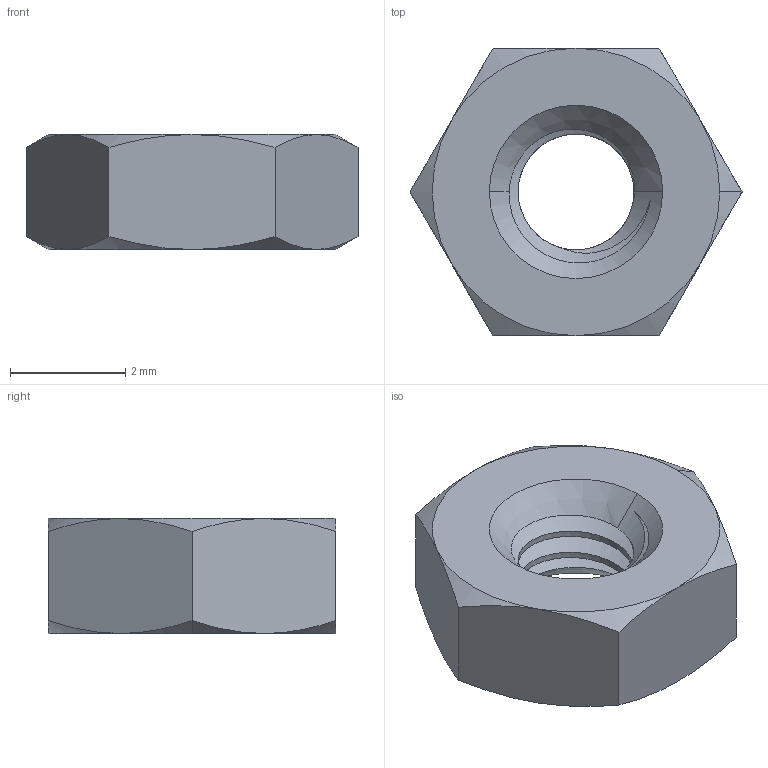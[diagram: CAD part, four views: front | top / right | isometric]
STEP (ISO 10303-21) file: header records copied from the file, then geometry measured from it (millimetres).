
FILE_DESCRIPTION (( 'STEP AP214' ), '1' );
FILE_NAME ('M2.6 Nut.STEP', '2019-05-01T13:47:52', ( '' ), ( '' ), 'SwSTEP 2.0', 'SolidWorks 2018', '' );
FILE_SCHEMA (( 'AUTOMOTIVE_DESIGN' ));
Length unit declared in the file: millimetre
Products named in the file (1): M2.6 Nut
Bounding box: 5.77 x 5 x 2 mm (x, y, z)
Volume: 33.9 mm3; surface area: 86.4 mm2
Topology: 1 solids, 1 shells, 35 faces, 84 edges, 51 vertices
Faces by surface type: cone 19, plane 8, cylinder 6, bspline 2
Entity records: 1568 total; most frequent: CARTESIAN_POINT 812, ORIENTED_EDGE 168, DIRECTION 128, EDGE_CURVE 84, AXIS2_PLACEMENT_3D 55, VERTEX_POINT 51, EDGE_LOOP 37, ADVANCED_FACE 35
